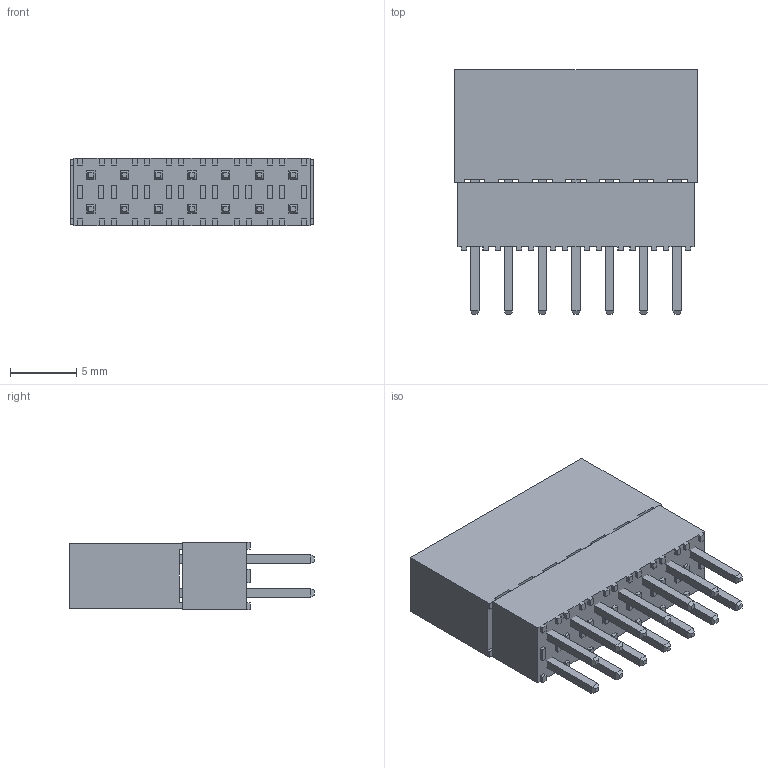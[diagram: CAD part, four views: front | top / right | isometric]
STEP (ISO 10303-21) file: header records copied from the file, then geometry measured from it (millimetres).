
FILE_DESCRIPTION(/* description */ ('STEP AP214'),/* implementation_level */ '2;1');
FILE_NAME(/* name */ 'ESQ-107-23-L-D',/* time_stamp */ '2024-11-03T22:59:32+01:00',/* author */ ('License CC BY-ND 4.0'),/* organization */ ('CADENAS'),/* preprocessor_version */ 'ST-DEVELOPER v19.3',/* originating_system */ 'PARTsolutions',/* authorisation */ ' ');
FILE_SCHEMA (('AUTOMOTIVE_DESIGN {1 0 10303 214 3 1 1}'));
Length unit declared in the file: inch
Products named in the file (5): ESQ-107-23-L-D; ESQ-107-23-L-D_socket; ESQ-107-23-L-D_pins; ESQ-107-23-L-D2_pins; ESQ-107-23-G-D-LL_bpins
Assembly tree (4 placements, depth 2):
  ESQ-107-23-L-D
    ESQ-107-23-L-D_socket
    ESQ-107-23-L-D_pins
    ESQ-107-23-L-D2_pins
    ESQ-107-23-G-D-LL_bpins
Bounding box: 18.29 x 18.41 x 5.08 mm (x, y, z)
Volume: 1205.8 mm3; surface area: 2136.5 mm2
Topology: 4 solids, 4 shells, 616 faces, 1600 edges, 1048 vertices
Faces by surface type: plane 602, cylinder 14
Entity records: 18515 total; most frequent: CARTESIAN_POINT 3269, ORIENTED_EDGE 3200, DIRECTION 2870, EDGE_CURVE 1600, LINE 1572, VECTOR 1572, VERTEX_POINT 1048, EDGE_LOOP 672
